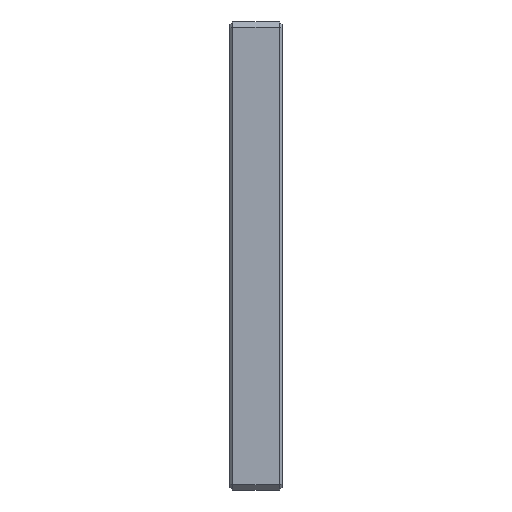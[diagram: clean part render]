
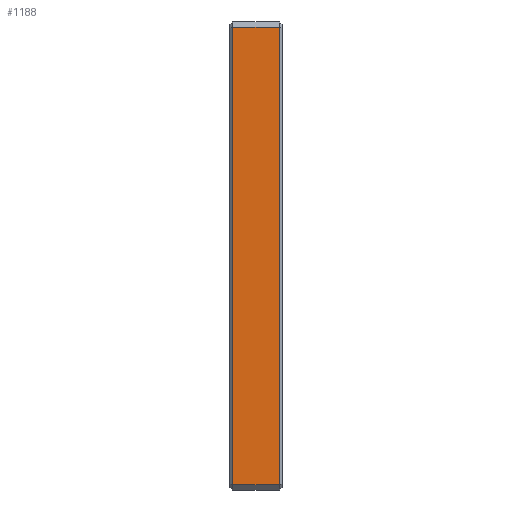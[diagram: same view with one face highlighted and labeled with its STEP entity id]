
A CAD part, left-side view. The second image highlights one B-rep face of the part: STEP entity #1188.
In plain terms, the highlighted planar face has unit normal (-1, 0, 0).
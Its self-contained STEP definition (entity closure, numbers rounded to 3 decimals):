
#49 = AXIS2_PLACEMENT_3D ( 'NONE', #2264, #471, #1270 ) ;
#111 = DIRECTION ( 'NONE',  ( 0., 0., 1. ) ) ;
#134 = CARTESIAN_POINT ( 'NONE',  ( -70., 9.5, -44. ) ) ;
#375 = CARTESIAN_POINT ( 'NONE',  ( -70., 0.5, -44. ) ) ;
#429 = EDGE_CURVE ( 'NONE', #536, #1183, #1106, .T. ) ;
#445 = CARTESIAN_POINT ( 'NONE',  ( -70., 9.5, -44. ) ) ;
#471 = DIRECTION ( 'NONE',  ( 1., 0., 0. ) ) ;
#536 = VERTEX_POINT ( 'NONE', #375 ) ;
#618 = EDGE_CURVE ( 'NONE', #1183, #2592, #832, .T. ) ;
#755 = EDGE_CURVE ( 'NONE', #2528, #536, #2097, .T. ) ;
#832 = LINE ( 'NONE', #1249, #2400 ) ;
#870 = DIRECTION ( 'NONE',  ( 0., 1., 0. ) ) ;
#897 = CARTESIAN_POINT ( 'NONE',  ( -70., 10., -44. ) ) ;
#1007 = ORIENTED_EDGE ( 'NONE', *, *, #429, .T. ) ;
#1054 = FACE_OUTER_BOUND ( 'NONE', #1998, .T. ) ;
#1106 = LINE ( 'NONE', #1905, #2440 ) ;
#1183 = VERTEX_POINT ( 'NONE', #1463 ) ;
#1188 = ADVANCED_FACE ( 'NONE', ( #1054 ), #1857, .F. ) ;
#1249 = CARTESIAN_POINT ( 'NONE',  ( -70., 10., 44. ) ) ;
#1264 = ORIENTED_EDGE ( 'NONE', *, *, #618, .T. ) ;
#1270 = DIRECTION ( 'NONE',  ( 0., 0., -1. ) ) ;
#1311 = VECTOR ( 'NONE', #1725, 1000. ) ;
#1356 = EDGE_CURVE ( 'NONE', #2592, #2528, #1935, .T. ) ;
#1463 = CARTESIAN_POINT ( 'NONE',  ( -70., 0.5, 44. ) ) ;
#1715 = CARTESIAN_POINT ( 'NONE',  ( -70., 9.5, 44. ) ) ;
#1725 = DIRECTION ( 'NONE',  ( 0., 0., -1. ) ) ;
#1857 = PLANE ( 'NONE',  #49 ) ;
#1905 = CARTESIAN_POINT ( 'NONE',  ( -70., 0.5, -45. ) ) ;
#1935 = LINE ( 'NONE', #134, #1311 ) ;
#1959 = DIRECTION ( 'NONE',  ( 0., -1., 0. ) ) ;
#1975 = VECTOR ( 'NONE', #1959, 1000. ) ;
#1998 = EDGE_LOOP ( 'NONE', ( #2566, #1007, #1264, #2513 ) ) ;
#2097 = LINE ( 'NONE', #897, #1975 ) ;
#2264 = CARTESIAN_POINT ( 'NONE',  ( -70., 10., -45. ) ) ;
#2400 = VECTOR ( 'NONE', #870, 1000. ) ;
#2440 = VECTOR ( 'NONE', #111, 1000. ) ;
#2513 = ORIENTED_EDGE ( 'NONE', *, *, #1356, .T. ) ;
#2528 = VERTEX_POINT ( 'NONE', #445 ) ;
#2566 = ORIENTED_EDGE ( 'NONE', *, *, #755, .T. ) ;
#2592 = VERTEX_POINT ( 'NONE', #1715 ) ;
